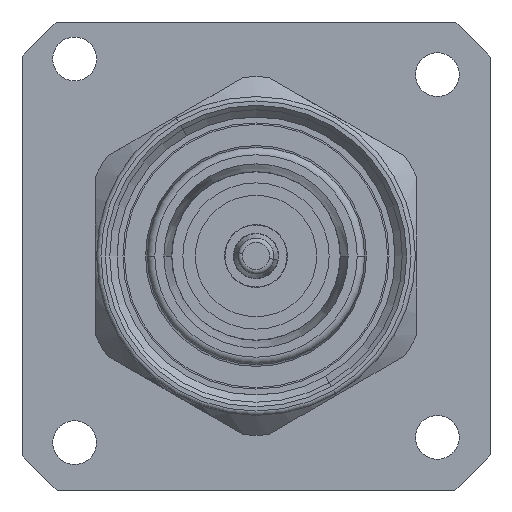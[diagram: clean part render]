
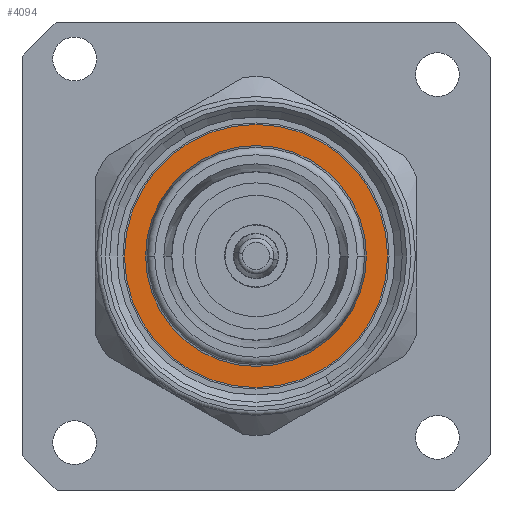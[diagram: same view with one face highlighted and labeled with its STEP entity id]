
A CAD part, left-side view. The second image highlights one B-rep face of the part: STEP entity #4094.
In plain terms, the highlighted face is planar.
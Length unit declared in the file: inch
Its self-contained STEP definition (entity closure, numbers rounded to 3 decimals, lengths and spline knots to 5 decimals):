
#488 = DIRECTION ( 'NONE',  ( 0., 1., 0. ) ) ;
#980 = CARTESIAN_POINT ( 'NONE',  ( -0.33071, 0., 0. ) ) ;
#1148 = EDGE_LOOP ( 'NONE', ( #6798, #7628 ) ) ;
#1217 = AXIS2_PLACEMENT_3D ( 'NONE', #9054, #6418, #1314 ) ;
#1314 = DIRECTION ( 'NONE',  ( 0., 0., -1. ) ) ;
#1550 = VERTEX_POINT ( 'NONE', #3069 ) ;
#1629 = CIRCLE ( 'NONE', #9209, 0.29724 ) ;
#2152 = DIRECTION ( 'NONE',  ( 1., 0., 0. ) ) ;
#3069 = CARTESIAN_POINT ( 'NONE',  ( -0.33071, 0., -0.35433 ) ) ;
#3079 = CARTESIAN_POINT ( 'NONE',  ( -0.33071, 0.35433, 0. ) ) ;
#3130 = CARTESIAN_POINT ( 'NONE',  ( -0.33071, 0., -0.29724 ) ) ;
#3154 = DIRECTION ( 'NONE',  ( 1., 0., 0. ) ) ;
#4058 = AXIS2_PLACEMENT_3D ( 'NONE', #6555, #9963, #5819 ) ;
#4070 = CIRCLE ( 'NONE', #9721, 0.29724 ) ;
#4094 = ADVANCED_FACE ( 'NONE', ( #10604, #5532 ), #10662, .T. ) ;
#4337 = DIRECTION ( 'NONE',  ( 0., 0., -1. ) ) ;
#4912 = CARTESIAN_POINT ( 'NONE',  ( -0.33071, 0., 0.35433 ) ) ;
#5021 = ORIENTED_EDGE ( 'NONE', *, *, #7254, .F. ) ;
#5224 = VERTEX_POINT ( 'NONE', #3130 ) ;
#5532 = FACE_BOUND ( 'NONE', #9188, .T. ) ;
#5559 = EDGE_CURVE ( 'NONE', #10343, #1550, #9148, .T. ) ;
#5658 = DIRECTION ( 'NONE',  ( 0., 0., -1. ) ) ;
#5819 = DIRECTION ( 'NONE',  ( 0., 0., -1. ) ) ;
#6011 = CIRCLE ( 'NONE', #4058, 0.35433 ) ;
#6418 = DIRECTION ( 'NONE',  ( 1., 0., 0. ) ) ;
#6555 = CARTESIAN_POINT ( 'NONE',  ( -0.33071, 0., 0. ) ) ;
#6613 = CARTESIAN_POINT ( 'NONE',  ( -0.33071, 0., 0. ) ) ;
#6798 = ORIENTED_EDGE ( 'NONE', *, *, #7217, .T. ) ;
#7217 = EDGE_CURVE ( 'NONE', #1550, #10343, #6011, .T. ) ;
#7225 = AXIS2_PLACEMENT_3D ( 'NONE', #3079, #2152, #488 ) ;
#7254 = EDGE_CURVE ( 'NONE', #9784, #5224, #4070, .T. ) ;
#7628 = ORIENTED_EDGE ( 'NONE', *, *, #5559, .T. ) ;
#9054 = CARTESIAN_POINT ( 'NONE',  ( -0.33071, 0., 0. ) ) ;
#9148 = CIRCLE ( 'NONE', #1217, 0.35433 ) ;
#9188 = EDGE_LOOP ( 'NONE', ( #10540, #5021 ) ) ;
#9209 = AXIS2_PLACEMENT_3D ( 'NONE', #980, #10361, #4337 ) ;
#9517 = CARTESIAN_POINT ( 'NONE',  ( -0.33071, 0., 0.29724 ) ) ;
#9721 = AXIS2_PLACEMENT_3D ( 'NONE', #6613, #3154, #5658 ) ;
#9784 = VERTEX_POINT ( 'NONE', #9517 ) ;
#9963 = DIRECTION ( 'NONE',  ( 1., 0., 0. ) ) ;
#10343 = VERTEX_POINT ( 'NONE', #4912 ) ;
#10361 = DIRECTION ( 'NONE',  ( 1., 0., 0. ) ) ;
#10540 = ORIENTED_EDGE ( 'NONE', *, *, #10558, .F. ) ;
#10558 = EDGE_CURVE ( 'NONE', #5224, #9784, #1629, .T. ) ;
#10604 = FACE_OUTER_BOUND ( 'NONE', #1148, .T. ) ;
#10662 = PLANE ( 'NONE',  #7225 ) ;
